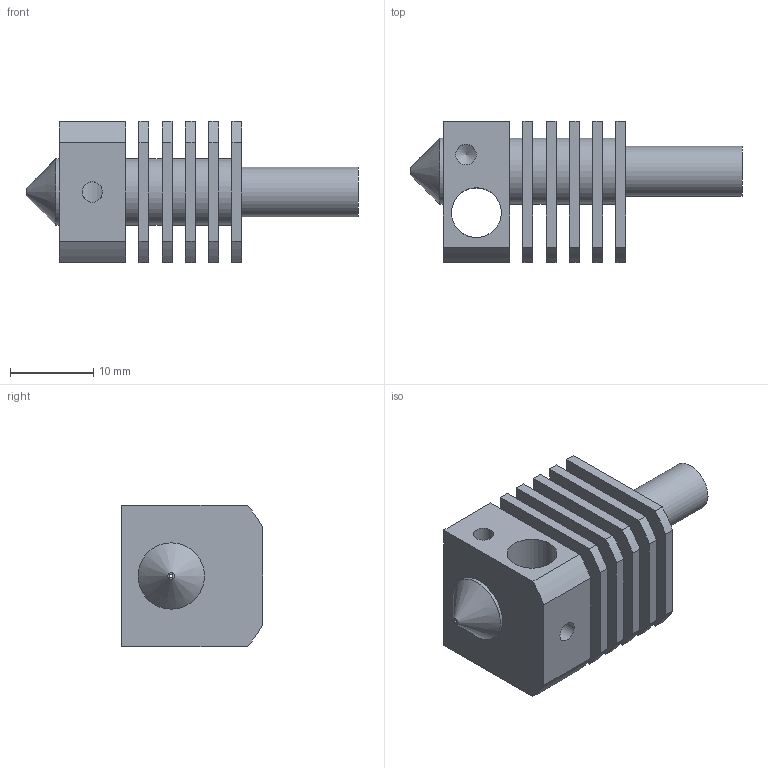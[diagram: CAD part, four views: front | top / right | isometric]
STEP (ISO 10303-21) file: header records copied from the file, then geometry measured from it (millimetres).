
FILE_DESCRIPTION(/* description */ ('HOTEND ONE BODY CUERPO'),/* implementation_level */ '2;1');
FILE_NAME(/* name */ 'C04H030093-hotend-heat-core.stp',/* time_stamp */ '2014-12-22T16:14:58+01:00',/* author */ ('MARCHA TECHNOLOGY'),/* organization */ ('MARCHA TECHNOLOGY SL'),/* preprocessor_version */ 'ST-DEVELOPER v15.6',/* originating_system */ 'Autodesk Inventor 2015',/* authorisation */ '');
FILE_SCHEMA (('CONFIG_CONTROL_DESIGN'));
Length unit declared in the file: millimetre
Products named in the file (1): C04H030093-hotend-heat-core
Bounding box: 40 x 17 x 17 mm (x, y, z)
Volume: 3952.7 mm3; surface area: 5104.3 mm2
Topology: 1 solids, 1 shells, 71 faces, 161 edges, 106 vertices
Faces by surface type: plane 40, cylinder 27, cone 4
Full cylindrical faces by diameter (mm): 0.4 x1, 2 x1, 2.459 x3, 4 x1, 4.134 x1, 6 x2, 8 x6
Entity records: 1942 total; most frequent: CARTESIAN_POINT 347, DIRECTION 336, ORIENTED_EDGE 278, EDGE_CURVE 139, AXIS2_PLACEMENT_3D 126, EDGE_LOOP 110, VERTEX_POINT 103, LINE 84
